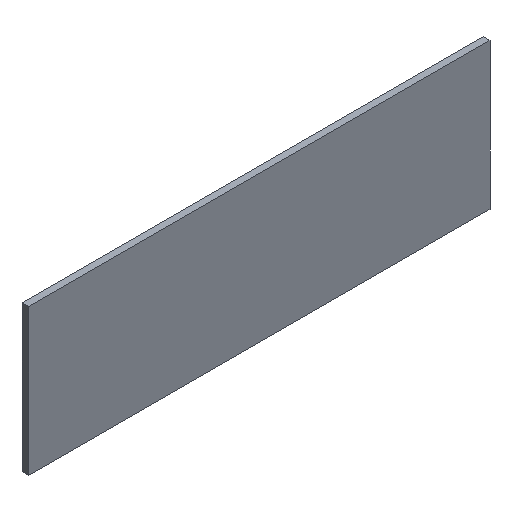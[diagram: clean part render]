
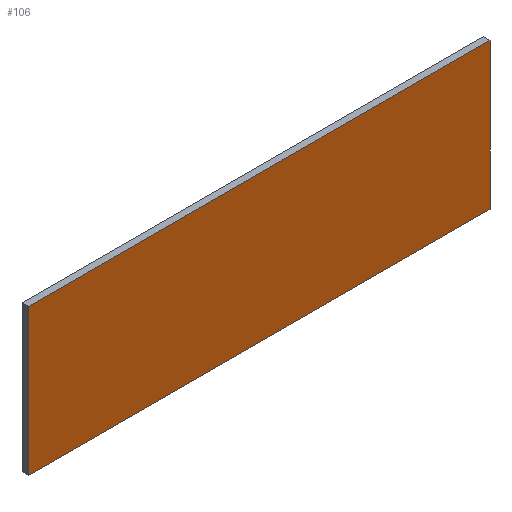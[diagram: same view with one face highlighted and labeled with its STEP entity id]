
A CAD part, isometric view. The second image highlights one B-rep face of the part: STEP entity #106.
In plain terms, the highlighted planar face has unit normal (0, -1, 0).
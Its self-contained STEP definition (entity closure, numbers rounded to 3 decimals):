
#20=FACE_OUTER_BOUND('',#26,.T.);
#26=EDGE_LOOP('',(#88,#89,#90,#91));
#30=LINE('',#162,#42);
#33=LINE('',#168,#45);
#36=LINE('',#174,#48);
#39=LINE('',#178,#51);
#42=VECTOR('',#134,10.);
#45=VECTOR('',#139,10.);
#48=VECTOR('',#144,10.);
#51=VECTOR('',#149,10.);
#54=VERTEX_POINT('',#159);
#55=VERTEX_POINT('',#161);
#57=VERTEX_POINT('',#167);
#59=VERTEX_POINT('',#173);
#62=EDGE_CURVE('',#55,#54,#30,.T.);
#65=EDGE_CURVE('',#57,#55,#33,.T.);
#68=EDGE_CURVE('',#59,#57,#36,.T.);
#71=EDGE_CURVE('',#54,#59,#39,.T.);
#88=ORIENTED_EDGE('',*,*,#71,.T.);
#89=ORIENTED_EDGE('',*,*,#68,.T.);
#90=ORIENTED_EDGE('',*,*,#65,.T.);
#91=ORIENTED_EDGE('',*,*,#62,.T.);
#100=PLANE('',#126);
#106=ADVANCED_FACE('',(#20),#100,.T.);
#126=AXIS2_PLACEMENT_3D('',#179,#150,#151);
#134=DIRECTION('',(1.,0.,0.));
#139=DIRECTION('',(0.,0.,-1.));
#144=DIRECTION('',(-1.,0.,0.));
#149=DIRECTION('',(0.,0.,1.));
#150=DIRECTION('center_axis',(0.,-1.,0.));
#151=DIRECTION('ref_axis',(0.,0.,-1.));
#159=CARTESIAN_POINT('',(266.75,-55.,-2.));
#161=CARTESIAN_POINT('',(-2.,-55.,-2.));
#162=CARTESIAN_POINT('',(-2.,-55.,-2.));
#167=CARTESIAN_POINT('',(-2.,-55.,83.25));
#168=CARTESIAN_POINT('',(-2.,-55.,83.25));
#173=CARTESIAN_POINT('',(266.75,-55.,83.25));
#174=CARTESIAN_POINT('',(266.75,-55.,83.25));
#178=CARTESIAN_POINT('',(266.75,-55.,81.25));
#179=CARTESIAN_POINT('Origin',(132.375,-55.,40.625));
